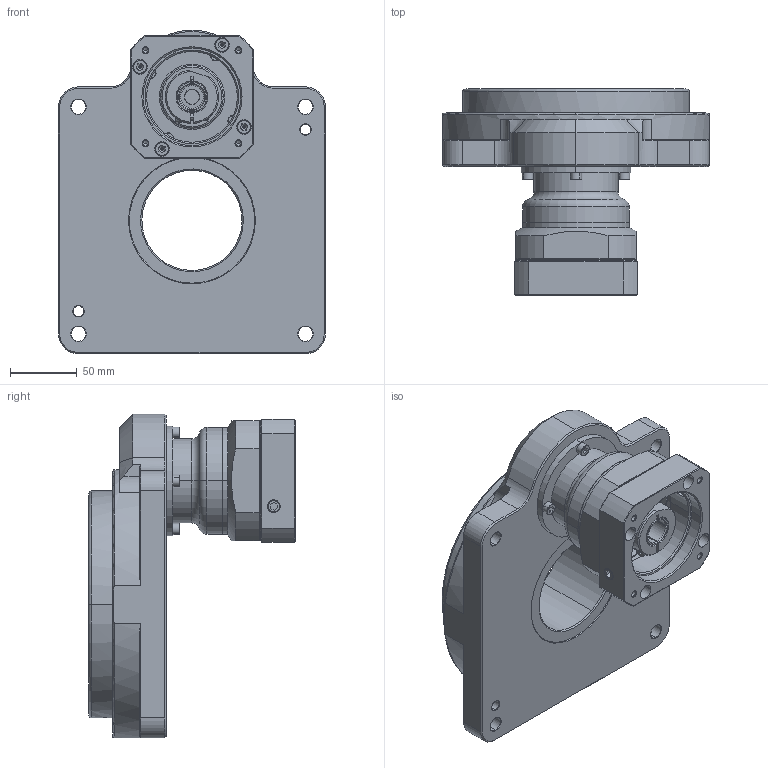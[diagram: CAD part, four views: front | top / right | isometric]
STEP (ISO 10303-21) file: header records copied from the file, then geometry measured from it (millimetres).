
FILE_DESCRIPTION (( 'STEP AP203' ), '1' );
FILE_NAME ('HLMT200-100-N34EC.step', '2019-01-23T00:14:01', ( 'JVL' ), ( '' ), 'SwSTEP 2.0', 'SolidWorks 2017', '' );
FILE_SCHEMA (( 'CONFIG_CONTROL_DESIGN' ));
Length unit declared in the file: millimetre
Products named in the file (1): HLMT200-100-N34EC
Bounding box: 200.45 x 154.5 x 242.5 mm (x, y, z)
Volume: 2072202.9 mm3; surface area: 202041.5 mm2
Topology: 1 solids, 23 shells, 954 faces, 2254 edges, 1357 vertices
Faces by surface type: plane 364, cone 269, cylinder 265, torus 48, bspline 8
Entity records: 27987 total; most frequent: CARTESIAN_POINT 5625, DIRECTION 4994, ORIENTED_EDGE 4420, EDGE_CURVE 2210, AXIS2_PLACEMENT_3D 1976, VERTEX_POINT 1357, EDGE_LOOP 1067, LINE 1042
